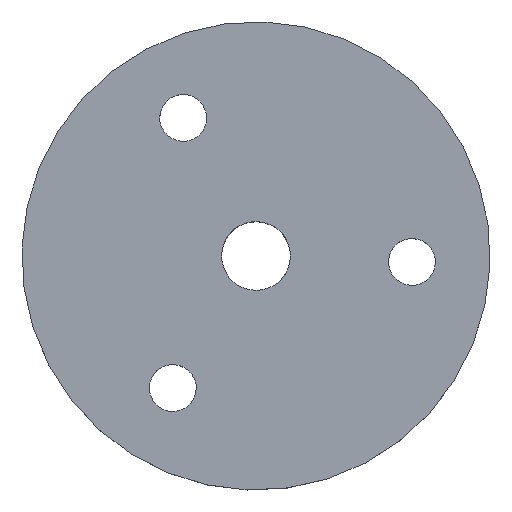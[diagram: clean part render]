
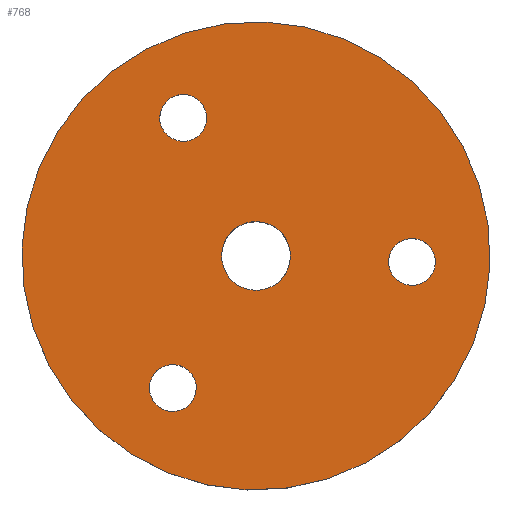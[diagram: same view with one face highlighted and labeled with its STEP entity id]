
A CAD part, top view. The second image highlights one B-rep face of the part: STEP entity #768.
In plain terms, the highlighted face is planar.
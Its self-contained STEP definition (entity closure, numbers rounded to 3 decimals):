
#4 = EDGE_CURVE ( 'NONE', #852, #569, #791, .T. ) ;
#5 = DIRECTION ( 'NONE',  ( 0., 0., -1. ) ) ;
#20 = CIRCLE ( 'NONE', #670, 1.5 ) ;
#36 = CARTESIAN_POINT ( 'NONE',  ( -10.16, -5., 2. ) ) ;
#53 = FACE_BOUND ( 'NONE', #353, .T. ) ;
#54 = VERTEX_POINT ( 'NONE', #902 ) ;
#59 = DIRECTION ( 'NONE',  ( 0., 0., -1. ) ) ;
#75 = AXIS2_PLACEMENT_3D ( 'NONE', #655, #492, #955 ) ;
#91 = CARTESIAN_POINT ( 'NONE',  ( -15., 0., 2. ) ) ;
#92 = EDGE_CURVE ( 'NONE', #755, #139, #462, .T. ) ;
#94 = CARTESIAN_POINT ( 'NONE',  ( -1.5, 10., 2. ) ) ;
#102 = CARTESIAN_POINT ( 'NONE',  ( 8.66, -5., 2. ) ) ;
#119 = ORIENTED_EDGE ( 'NONE', *, *, #438, .F. ) ;
#121 = CIRCLE ( 'NONE', #547, 15. ) ;
#123 = DIRECTION ( 'NONE',  ( -1., 0., 0. ) ) ;
#130 = ORIENTED_EDGE ( 'NONE', *, *, #329, .T. ) ;
#137 = DIRECTION ( 'NONE',  ( -1., 0., 0. ) ) ;
#139 = VERTEX_POINT ( 'NONE', #94 ) ;
#146 = DIRECTION ( 'NONE',  ( -1., 0., 0. ) ) ;
#181 = EDGE_CURVE ( 'NONE', #569, #852, #757, .T. ) ;
#182 = CARTESIAN_POINT ( 'NONE',  ( -7.16, -5., 2. ) ) ;
#205 = DIRECTION ( 'NONE',  ( -1., 0., 0. ) ) ;
#207 = ORIENTED_EDGE ( 'NONE', *, *, #946, .F. ) ;
#210 = CIRCLE ( 'NONE', #475, 15. ) ;
#216 = CARTESIAN_POINT ( 'NONE',  ( 0., 10., 2. ) ) ;
#221 = DIRECTION ( 'NONE',  ( 0., 0., -1. ) ) ;
#225 = DIRECTION ( 'NONE',  ( -1., 0., 0. ) ) ;
#228 = DIRECTION ( 'NONE',  ( 0., 0., -1. ) ) ;
#257 = DIRECTION ( 'NONE',  ( 0., 0., -1. ) ) ;
#267 = EDGE_LOOP ( 'NONE', ( #130, #480 ) ) ;
#278 = FACE_BOUND ( 'NONE', #381, .T. ) ;
#279 = ORIENTED_EDGE ( 'NONE', *, *, #552, .F. ) ;
#280 = VERTEX_POINT ( 'NONE', #474 ) ;
#304 = DIRECTION ( 'NONE',  ( -1., 0., 0. ) ) ;
#313 = AXIS2_PLACEMENT_3D ( 'NONE', #891, #221, #225 ) ;
#314 = DIRECTION ( 'NONE',  ( 0., 0., -1. ) ) ;
#329 = EDGE_CURVE ( 'NONE', #483, #501, #121, .T. ) ;
#338 = VERTEX_POINT ( 'NONE', #36 ) ;
#353 = EDGE_LOOP ( 'NONE', ( #368, #798 ) ) ;
#366 = CIRCLE ( 'NONE', #612, 2.2 ) ;
#368 = ORIENTED_EDGE ( 'NONE', *, *, #4, .F. ) ;
#381 = EDGE_LOOP ( 'NONE', ( #279, #887 ) ) ;
#409 = CARTESIAN_POINT ( 'NONE',  ( 1.5, 10., 2. ) ) ;
#426 = ORIENTED_EDGE ( 'NONE', *, *, #92, .F. ) ;
#438 = EDGE_CURVE ( 'NONE', #673, #338, #928, .T. ) ;
#462 = CIRCLE ( 'NONE', #313, 1.5 ) ;
#474 = CARTESIAN_POINT ( 'NONE',  ( 2.2, 0., 2. ) ) ;
#475 = AXIS2_PLACEMENT_3D ( 'NONE', #694, #257, #761 ) ;
#479 = DIRECTION ( 'NONE',  ( 0., 0., -1. ) ) ;
#480 = ORIENTED_EDGE ( 'NONE', *, *, #679, .T. ) ;
#483 = VERTEX_POINT ( 'NONE', #91 ) ;
#487 = FACE_OUTER_BOUND ( 'NONE', #267, .T. ) ;
#492 = DIRECTION ( 'NONE',  ( 0., 0., -1. ) ) ;
#501 = VERTEX_POINT ( 'NONE', #753 ) ;
#547 = AXIS2_PLACEMENT_3D ( 'NONE', #941, #565, #698 ) ;
#552 = EDGE_CURVE ( 'NONE', #54, #280, #366, .T. ) ;
#558 = FACE_BOUND ( 'NONE', #648, .T. ) ;
#565 = DIRECTION ( 'NONE',  ( 0., 0., -1. ) ) ;
#569 = VERTEX_POINT ( 'NONE', #918 ) ;
#586 = AXIS2_PLACEMENT_3D ( 'NONE', #102, #314, #609 ) ;
#591 = DIRECTION ( 'NONE',  ( -1., 0., 0. ) ) ;
#609 = DIRECTION ( 'NONE',  ( -1., 0., 0. ) ) ;
#612 = AXIS2_PLACEMENT_3D ( 'NONE', #665, #5, #591 ) ;
#621 = AXIS2_PLACEMENT_3D ( 'NONE', #804, #479, #137 ) ;
#630 = CARTESIAN_POINT ( 'NONE',  ( 0., 0., 2. ) ) ;
#648 = EDGE_LOOP ( 'NONE', ( #945, #426 ) ) ;
#655 = CARTESIAN_POINT ( 'NONE',  ( -8.66, -5., 2. ) ) ;
#660 = AXIS2_PLACEMENT_3D ( 'NONE', #630, #808, #123 ) ;
#663 = CARTESIAN_POINT ( 'NONE',  ( 8.66, -5., 2. ) ) ;
#665 = CARTESIAN_POINT ( 'NONE',  ( 0., 0., 2. ) ) ;
#670 = AXIS2_PLACEMENT_3D ( 'NONE', #216, #59, #205 ) ;
#673 = VERTEX_POINT ( 'NONE', #182 ) ;
#677 = EDGE_LOOP ( 'NONE', ( #207, #119 ) ) ;
#679 = EDGE_CURVE ( 'NONE', #501, #483, #210, .T. ) ;
#694 = CARTESIAN_POINT ( 'NONE',  ( 0., 0., 2. ) ) ;
#698 = DIRECTION ( 'NONE',  ( -1., 0., 0. ) ) ;
#711 = CARTESIAN_POINT ( 'NONE',  ( 7.16, -5., 2. ) ) ;
#717 = PLANE ( 'NONE',  #660 ) ;
#752 = CIRCLE ( 'NONE', #856, 1.5 ) ;
#753 = CARTESIAN_POINT ( 'NONE',  ( 15., 0., 2. ) ) ;
#755 = VERTEX_POINT ( 'NONE', #409 ) ;
#757 = CIRCLE ( 'NONE', #586, 1.5 ) ;
#761 = DIRECTION ( 'NONE',  ( -1., 0., 0. ) ) ;
#768 = ADVANCED_FACE ( 'NONE', ( #278, #558, #53, #859, #487 ), #717, .T. ) ;
#789 = CARTESIAN_POINT ( 'NONE',  ( -8.66, -5., 2. ) ) ;
#791 = CIRCLE ( 'NONE', #915, 1.5 ) ;
#798 = ORIENTED_EDGE ( 'NONE', *, *, #181, .F. ) ;
#804 = CARTESIAN_POINT ( 'NONE',  ( 0., 0., 2. ) ) ;
#808 = DIRECTION ( 'NONE',  ( 0., 0., -1. ) ) ;
#852 = VERTEX_POINT ( 'NONE', #711 ) ;
#856 = AXIS2_PLACEMENT_3D ( 'NONE', #789, #934, #146 ) ;
#859 = FACE_BOUND ( 'NONE', #677, .T. ) ;
#887 = ORIENTED_EDGE ( 'NONE', *, *, #913, .F. ) ;
#891 = CARTESIAN_POINT ( 'NONE',  ( 0., 10., 2. ) ) ;
#902 = CARTESIAN_POINT ( 'NONE',  ( -2.2, 0., 2. ) ) ;
#906 = EDGE_CURVE ( 'NONE', #139, #755, #20, .T. ) ;
#913 = EDGE_CURVE ( 'NONE', #280, #54, #923, .T. ) ;
#915 = AXIS2_PLACEMENT_3D ( 'NONE', #663, #228, #304 ) ;
#918 = CARTESIAN_POINT ( 'NONE',  ( 10.16, -5., 2. ) ) ;
#923 = CIRCLE ( 'NONE', #621, 2.2 ) ;
#928 = CIRCLE ( 'NONE', #75, 1.5 ) ;
#934 = DIRECTION ( 'NONE',  ( 0., 0., -1. ) ) ;
#941 = CARTESIAN_POINT ( 'NONE',  ( 0., 0., 2. ) ) ;
#945 = ORIENTED_EDGE ( 'NONE', *, *, #906, .F. ) ;
#946 = EDGE_CURVE ( 'NONE', #338, #673, #752, .T. ) ;
#955 = DIRECTION ( 'NONE',  ( -1., 0., 0. ) ) ;
